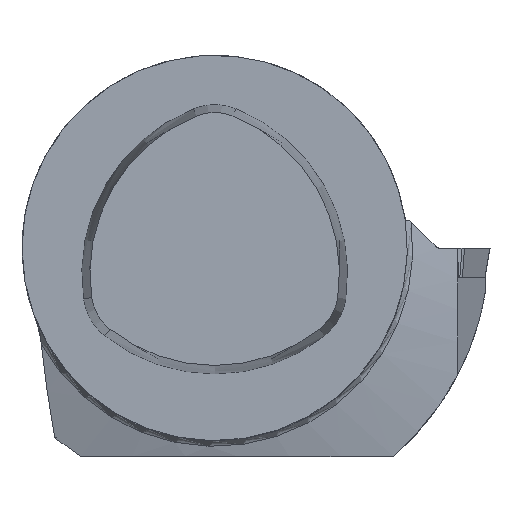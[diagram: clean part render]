
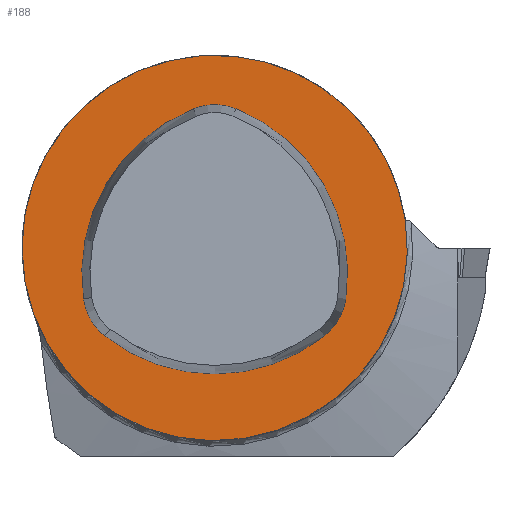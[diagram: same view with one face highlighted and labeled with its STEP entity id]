
A CAD part, top view. The second image highlights one B-rep face of the part: STEP entity #188.
In plain terms, the highlighted planar face has unit normal (0, 0, 1).
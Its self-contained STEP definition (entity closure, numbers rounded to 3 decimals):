
#112=FACE_BOUND('',#312,.T.);
#113=FACE_BOUND('',#313,.T.);
#143=PLANE('',#1186);
#188=ADVANCED_FACE('',(#112,#113),#143,.T.);
#312=EDGE_LOOP('',(#662));
#313=EDGE_LOOP('',(#663,#664,#665,#666,#667,#668));
#355=CIRCLE('',#1160,31.5);
#363=CIRCLE('',#1180,29.);
#364=CIRCLE('',#1181,9.4);
#365=CIRCLE('',#1182,29.);
#366=CIRCLE('',#1183,9.4);
#367=CIRCLE('',#1184,29.);
#368=CIRCLE('',#1185,9.4);
#662=ORIENTED_EDGE('',*,*,#969,.T.);
#663=ORIENTED_EDGE('',*,*,#992,.F.);
#664=ORIENTED_EDGE('',*,*,#993,.F.);
#665=ORIENTED_EDGE('',*,*,#994,.F.);
#666=ORIENTED_EDGE('',*,*,#995,.F.);
#667=ORIENTED_EDGE('',*,*,#996,.F.);
#668=ORIENTED_EDGE('',*,*,#997,.F.);
#863=VERTEX_POINT('',#1723);
#881=VERTEX_POINT('',#1786);
#882=VERTEX_POINT('',#1787);
#883=VERTEX_POINT('',#1789);
#884=VERTEX_POINT('',#1791);
#885=VERTEX_POINT('',#1793);
#886=VERTEX_POINT('',#1795);
#969=EDGE_CURVE('',#863,#863,#355,.T.);
#992=EDGE_CURVE('',#881,#882,#363,.T.);
#993=EDGE_CURVE('',#883,#881,#364,.T.);
#994=EDGE_CURVE('',#884,#883,#365,.T.);
#995=EDGE_CURVE('',#885,#884,#366,.T.);
#996=EDGE_CURVE('',#886,#885,#367,.T.);
#997=EDGE_CURVE('',#882,#886,#368,.T.);
#1160=AXIS2_PLACEMENT_3D('',#1722,#1339,#1340);
#1180=AXIS2_PLACEMENT_3D('',#1785,#1388,#1389);
#1181=AXIS2_PLACEMENT_3D('',#1788,#1390,#1391);
#1182=AXIS2_PLACEMENT_3D('',#1790,#1392,#1393);
#1183=AXIS2_PLACEMENT_3D('',#1792,#1394,#1395);
#1184=AXIS2_PLACEMENT_3D('',#1794,#1396,#1397);
#1185=AXIS2_PLACEMENT_3D('',#1796,#1398,#1399);
#1186=AXIS2_PLACEMENT_3D('',#1797,#1400,#1401);
#1339=DIRECTION('',(0.,0.,1.));
#1340=DIRECTION('',(-1.,0.,0.));
#1388=DIRECTION('',(0.,0.,1.));
#1389=DIRECTION('',(-1.,0.,0.));
#1390=DIRECTION('',(0.,0.,1.));
#1391=DIRECTION('',(-1.,0.,0.));
#1392=DIRECTION('',(0.,0.,1.));
#1393=DIRECTION('',(-1.,0.,0.));
#1394=DIRECTION('',(0.,0.,1.));
#1395=DIRECTION('',(-1.,0.,0.));
#1396=DIRECTION('',(0.,0.,1.));
#1397=DIRECTION('',(-1.,0.,0.));
#1398=DIRECTION('',(0.,0.,1.));
#1399=DIRECTION('',(-1.,0.,0.));
#1400=DIRECTION('',(0.,0.,1.));
#1401=DIRECTION('',(1.,0.,0.));
#1722=CARTESIAN_POINT('',(0.,0.,0.));
#1723=CARTESIAN_POINT('',(-31.5,0.,0.));
#1785=CARTESIAN_POINT('',(-7.275,-4.2,0.));
#1786=CARTESIAN_POINT('',(21.428,-8.343,0.));
#1787=CARTESIAN_POINT('',(3.489,22.729,0.));
#1788=CARTESIAN_POINT('',(12.124,-7.,0.));
#1789=CARTESIAN_POINT('',(17.939,-14.386,0.));
#1790=CARTESIAN_POINT('',(0.,8.4,0.));
#1791=CARTESIAN_POINT('',(-17.939,-14.386,0.));
#1792=CARTESIAN_POINT('',(-12.124,-7.,0.));
#1793=CARTESIAN_POINT('',(-21.428,-8.343,0.));
#1794=CARTESIAN_POINT('',(7.275,-4.2,0.));
#1795=CARTESIAN_POINT('',(-3.489,22.729,0.));
#1796=CARTESIAN_POINT('',(0.,14.,0.));
#1797=CARTESIAN_POINT('',(0.,0.,0.));
